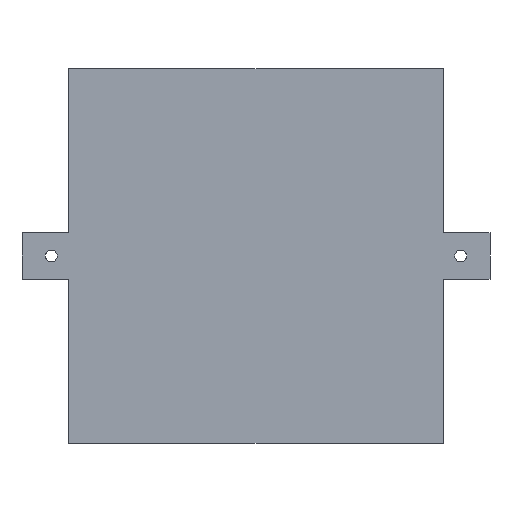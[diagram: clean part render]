
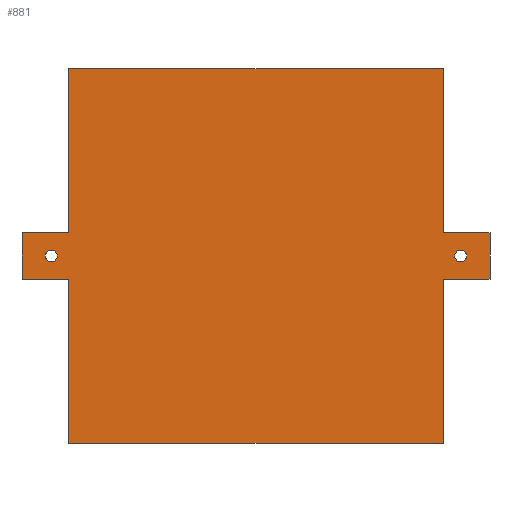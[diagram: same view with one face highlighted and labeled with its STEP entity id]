
A CAD part, front view. The second image highlights one B-rep face of the part: STEP entity #881.
In plain terms, the highlighted planar face has unit normal (0, -1, 0).
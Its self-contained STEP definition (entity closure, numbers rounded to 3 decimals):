
#28 = DIRECTION ( 'NONE',  ( 0., 0., 1. ) ) ;
#31 = DIRECTION ( 'NONE',  ( 0., 1., 0. ) ) ;
#43 = EDGE_CURVE ( 'NONE', #679, #652, #942, .T. ) ;
#66 = LINE ( 'NONE', #577, #666 ) ;
#68 = VECTOR ( 'NONE', #548, 1000. ) ;
#83 = ORIENTED_EDGE ( 'NONE', *, *, #292, .F. ) ;
#85 = CARTESIAN_POINT ( 'NONE',  ( -10., 0., 1. ) ) ;
#97 = DIRECTION ( 'NONE',  ( 0., 0., 1. ) ) ;
#102 = LINE ( 'NONE', #648, #427 ) ;
#112 = CARTESIAN_POINT ( 'NONE',  ( 0., 0., 0. ) ) ;
#124 = AXIS2_PLACEMENT_3D ( 'NONE', #112, #31, #416 ) ;
#127 = DIRECTION ( 'NONE',  ( -1., 0., 0. ) ) ;
#148 = ORIENTED_EDGE ( 'NONE', *, *, #684, .T. ) ;
#154 = CIRCLE ( 'NONE', #564, 0.25 ) ;
#158 = CARTESIAN_POINT ( 'NONE',  ( 8.75, 0., 0. ) ) ;
#163 = CARTESIAN_POINT ( 'NONE',  ( -8., 0., 1. ) ) ;
#167 = CARTESIAN_POINT ( 'NONE',  ( -8., 0., -1. ) ) ;
#175 = VERTEX_POINT ( 'NONE', #889 ) ;
#176 = LINE ( 'NONE', #736, #937 ) ;
#182 = EDGE_CURVE ( 'NONE', #679, #192, #102, .T. ) ;
#185 = VECTOR ( 'NONE', #859, 1000. ) ;
#192 = VERTEX_POINT ( 'NONE', #755 ) ;
#209 = ORIENTED_EDGE ( 'NONE', *, *, #43, .T. ) ;
#212 = AXIS2_PLACEMENT_3D ( 'NONE', #883, #817, #481 ) ;
#221 = EDGE_CURVE ( 'NONE', #588, #476, #921, .T. ) ;
#223 = CARTESIAN_POINT ( 'NONE',  ( 8., 0., 1. ) ) ;
#237 = CARTESIAN_POINT ( 'NONE',  ( 10., 0., 1. ) ) ;
#242 = CARTESIAN_POINT ( 'NONE',  ( -8., 0., 8. ) ) ;
#244 = CARTESIAN_POINT ( 'NONE',  ( -10., 0., 1. ) ) ;
#264 = CARTESIAN_POINT ( 'NONE',  ( 8.75, 0., 0. ) ) ;
#268 = EDGE_LOOP ( 'NONE', ( #148, #603 ) ) ;
#274 = EDGE_LOOP ( 'NONE', ( #326, #475, #1000, #209, #838, #357, #352, #771, #83, #399, #628, #602 ) ) ;
#292 = EDGE_CURVE ( 'NONE', #749, #903, #66, .T. ) ;
#314 = CARTESIAN_POINT ( 'NONE',  ( 10., 0., -1. ) ) ;
#326 = ORIENTED_EDGE ( 'NONE', *, *, #221, .F. ) ;
#347 = CARTESIAN_POINT ( 'NONE',  ( -8., 0., -8. ) ) ;
#352 = ORIENTED_EDGE ( 'NONE', *, *, #762, .F. ) ;
#354 = EDGE_CURVE ( 'NONE', #749, #175, #393, .T. ) ;
#357 = ORIENTED_EDGE ( 'NONE', *, *, #914, .T. ) ;
#362 = CIRCLE ( 'NONE', #887, 0.25 ) ;
#364 = CARTESIAN_POINT ( 'NONE',  ( -8.75, 0., 0.25 ) ) ;
#373 = ORIENTED_EDGE ( 'NONE', *, *, #716, .F. ) ;
#377 = VERTEX_POINT ( 'NONE', #703 ) ;
#393 = LINE ( 'NONE', #314, #185 ) ;
#399 = ORIENTED_EDGE ( 'NONE', *, *, #354, .T. ) ;
#410 = DIRECTION ( 'NONE',  ( 0., 0., 1. ) ) ;
#416 = DIRECTION ( 'NONE',  ( 0., 0., 1. ) ) ;
#426 = AXIS2_PLACEMENT_3D ( 'NONE', #709, #461, #28 ) ;
#427 = VECTOR ( 'NONE', #97, 1000. ) ;
#431 = PLANE ( 'NONE',  #124 ) ;
#435 = DIRECTION ( 'NONE',  ( 0., 0., -1. ) ) ;
#458 = VERTEX_POINT ( 'NONE', #546 ) ;
#461 = DIRECTION ( 'NONE',  ( 0., -1., 0. ) ) ;
#475 = ORIENTED_EDGE ( 'NONE', *, *, #729, .F. ) ;
#476 = VERTEX_POINT ( 'NONE', #223 ) ;
#481 = DIRECTION ( 'NONE',  ( 0., 0., 1. ) ) ;
#495 = FACE_BOUND ( 'NONE', #599, .T. ) ;
#502 = DIRECTION ( 'NONE',  ( 0., 1., 0. ) ) ;
#505 = CIRCLE ( 'NONE', #426, 0.25 ) ;
#508 = CARTESIAN_POINT ( 'NONE',  ( 8., 0., -8. ) ) ;
#513 = EDGE_CURVE ( 'NONE', #377, #476, #777, .T. ) ;
#520 = DIRECTION ( 'NONE',  ( 0., 0., -1. ) ) ;
#546 = CARTESIAN_POINT ( 'NONE',  ( 8.75, 0., 0.25 ) ) ;
#547 = CARTESIAN_POINT ( 'NONE',  ( -10., 0., 0. ) ) ;
#548 = DIRECTION ( 'NONE',  ( -1., 0., 0. ) ) ;
#550 = DIRECTION ( 'NONE',  ( 1., 0., 0. ) ) ;
#554 = VECTOR ( 'NONE', #127, 1000. ) ;
#555 = LINE ( 'NONE', #823, #554 ) ;
#563 = FACE_OUTER_BOUND ( 'NONE', #274, .T. ) ;
#564 = AXIS2_PLACEMENT_3D ( 'NONE', #158, #929, #933 ) ;
#568 = FACE_BOUND ( 'NONE', #268, .T. ) ;
#577 = CARTESIAN_POINT ( 'NONE',  ( 8., 0., -8. ) ) ;
#582 = EDGE_CURVE ( 'NONE', #652, #1006, #622, .T. ) ;
#584 = VECTOR ( 'NONE', #550, 1000. ) ;
#588 = VERTEX_POINT ( 'NONE', #787 ) ;
#596 = CARTESIAN_POINT ( 'NONE',  ( 8., 0., -8. ) ) ;
#597 = VERTEX_POINT ( 'NONE', #956 ) ;
#599 = EDGE_LOOP ( 'NONE', ( #673, #373 ) ) ;
#602 = ORIENTED_EDGE ( 'NONE', *, *, #513, .T. ) ;
#603 = ORIENTED_EDGE ( 'NONE', *, *, #880, .T. ) ;
#605 = CARTESIAN_POINT ( 'NONE',  ( 10., 0., 0. ) ) ;
#612 = DIRECTION ( 'NONE',  ( -1., 0., 0. ) ) ;
#616 = LINE ( 'NONE', #242, #584 ) ;
#622 = LINE ( 'NONE', #547, #719 ) ;
#628 = ORIENTED_EDGE ( 'NONE', *, *, #692, .T. ) ;
#648 = CARTESIAN_POINT ( 'NONE',  ( -8., 0., -8. ) ) ;
#652 = VERTEX_POINT ( 'NONE', #85 ) ;
#656 = VERTEX_POINT ( 'NONE', #167 ) ;
#666 = VECTOR ( 'NONE', #435, 1000. ) ;
#673 = ORIENTED_EDGE ( 'NONE', *, *, #864, .F. ) ;
#679 = VERTEX_POINT ( 'NONE', #163 ) ;
#684 = EDGE_CURVE ( 'NONE', #965, #458, #154, .T. ) ;
#692 = EDGE_CURVE ( 'NONE', #175, #377, #694, .T. ) ;
#694 = LINE ( 'NONE', #605, #837 ) ;
#703 = CARTESIAN_POINT ( 'NONE',  ( 10., 0., 1. ) ) ;
#709 = CARTESIAN_POINT ( 'NONE',  ( -8.75, 0., 0. ) ) ;
#716 = EDGE_CURVE ( 'NONE', #970, #597, #505, .T. ) ;
#719 = VECTOR ( 'NONE', #869, 1000. ) ;
#729 = EDGE_CURVE ( 'NONE', #192, #588, #616, .T. ) ;
#736 = CARTESIAN_POINT ( 'NONE',  ( -8., 0., -8. ) ) ;
#744 = DIRECTION ( 'NONE',  ( 1., 0., 0. ) ) ;
#749 = VERTEX_POINT ( 'NONE', #865 ) ;
#752 = VECTOR ( 'NONE', #612, 1000. ) ;
#755 = CARTESIAN_POINT ( 'NONE',  ( -8., 0., 8. ) ) ;
#762 = EDGE_CURVE ( 'NONE', #809, #656, #176, .T. ) ;
#764 = CARTESIAN_POINT ( 'NONE',  ( -10., 0., -1. ) ) ;
#770 = VECTOR ( 'NONE', #744, 1000. ) ;
#771 = ORIENTED_EDGE ( 'NONE', *, *, #902, .F. ) ;
#777 = LINE ( 'NONE', #237, #68 ) ;
#778 = DIRECTION ( 'NONE',  ( 0., 0., 1. ) ) ;
#787 = CARTESIAN_POINT ( 'NONE',  ( 8., 0., 8. ) ) ;
#809 = VERTEX_POINT ( 'NONE', #347 ) ;
#817 = DIRECTION ( 'NONE',  ( 0., -1., 0. ) ) ;
#820 = VECTOR ( 'NONE', #520, 1000. ) ;
#823 = CARTESIAN_POINT ( 'NONE',  ( -8., 0., -8. ) ) ;
#837 = VECTOR ( 'NONE', #778, 1000. ) ;
#838 = ORIENTED_EDGE ( 'NONE', *, *, #582, .T. ) ;
#859 = DIRECTION ( 'NONE',  ( 1., 0., 0. ) ) ;
#864 = EDGE_CURVE ( 'NONE', #597, #970, #973, .T. ) ;
#865 = CARTESIAN_POINT ( 'NONE',  ( 8., 0., -1. ) ) ;
#869 = DIRECTION ( 'NONE',  ( 0., 0., -1. ) ) ;
#878 = DIRECTION ( 'NONE',  ( 0., 0., 1. ) ) ;
#880 = EDGE_CURVE ( 'NONE', #458, #965, #362, .T. ) ;
#881 = ADVANCED_FACE ( 'NONE', ( #568, #563, #495 ), #431, .F. ) ;
#883 = CARTESIAN_POINT ( 'NONE',  ( -8.75, 0., 0. ) ) ;
#887 = AXIS2_PLACEMENT_3D ( 'NONE', #264, #502, #410 ) ;
#889 = CARTESIAN_POINT ( 'NONE',  ( 10., 0., -1. ) ) ;
#902 = EDGE_CURVE ( 'NONE', #903, #809, #555, .T. ) ;
#903 = VERTEX_POINT ( 'NONE', #508 ) ;
#911 = CARTESIAN_POINT ( 'NONE',  ( -10., 0., -1. ) ) ;
#914 = EDGE_CURVE ( 'NONE', #1006, #656, #916, .T. ) ;
#916 = LINE ( 'NONE', #911, #770 ) ;
#921 = LINE ( 'NONE', #596, #820 ) ;
#929 = DIRECTION ( 'NONE',  ( 0., 1., 0. ) ) ;
#933 = DIRECTION ( 'NONE',  ( 0., 0., 1. ) ) ;
#937 = VECTOR ( 'NONE', #878, 1000. ) ;
#942 = LINE ( 'NONE', #244, #752 ) ;
#956 = CARTESIAN_POINT ( 'NONE',  ( -8.75, 0., -0.25 ) ) ;
#965 = VERTEX_POINT ( 'NONE', #997 ) ;
#970 = VERTEX_POINT ( 'NONE', #364 ) ;
#973 = CIRCLE ( 'NONE', #212, 0.25 ) ;
#997 = CARTESIAN_POINT ( 'NONE',  ( 8.75, 0., -0.25 ) ) ;
#1000 = ORIENTED_EDGE ( 'NONE', *, *, #182, .F. ) ;
#1006 = VERTEX_POINT ( 'NONE', #764 ) ;
